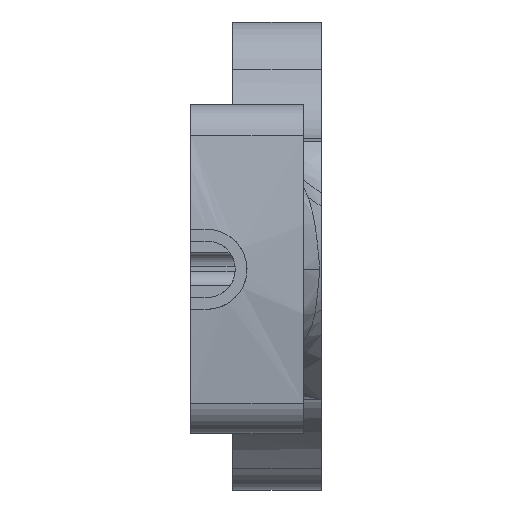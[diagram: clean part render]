
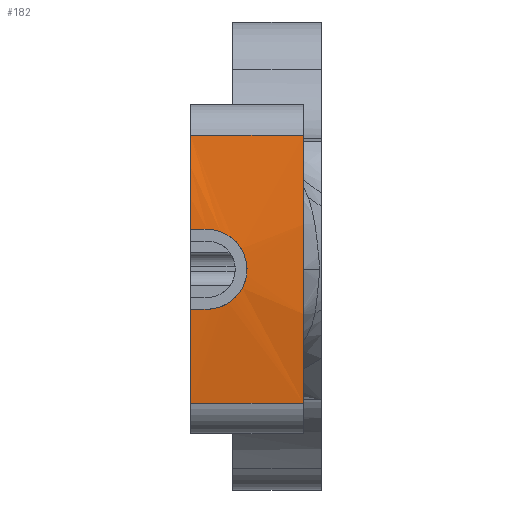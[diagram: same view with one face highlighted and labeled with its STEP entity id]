
A CAD part, left-side view. The second image highlights one B-rep face of the part: STEP entity #182.
In plain terms, the highlighted cylindrical face has radius 127 mm (diameter 254 mm), a partial arc.
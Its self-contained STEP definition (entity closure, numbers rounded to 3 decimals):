
#60 = CARTESIAN_POINT ( 'NONE',  ( -341.071, 0., 0. ) ) ;
#68 = CARTESIAN_POINT ( 'NONE',  ( -467.892, 0.139, 6.747 ) ) ;
#140 = CARTESIAN_POINT ( 'NONE',  ( -466.045, -19.05, -22.593 ) ) ;
#142 = CARTESIAN_POINT ( 'NONE',  ( -467.914, -5.167, 6.317 ) ) ;
#153 = AXIS2_PLACEMENT_3D ( 'NONE', #7304, #6516, #6394 ) ;
#182 = ADVANCED_FACE ( 'NONE', ( #11479 ), #9280, .T. ) ;
#184 = CARTESIAN_POINT ( 'NONE',  ( -468.005, -8.155, -4.111 ) ) ;
#208 = EDGE_CURVE ( 'NONE', #4611, #7680, #10900, .T. ) ;
#307 = CARTESIAN_POINT ( 'NONE',  ( -468.027, -8.634, -3.374 ) ) ;
#350 = CARTESIAN_POINT ( 'NONE',  ( -468.062, -9.361, 1.536 ) ) ;
#393 = DIRECTION ( 'NONE',  ( 0., 0., 1. ) ) ;
#652 = VECTOR ( 'NONE', #3181, 1000. ) ;
#762 = VERTEX_POINT ( 'NONE', #3931 ) ;
#1055 = DIRECTION ( 'NONE',  ( 0., 1., 0. ) ) ;
#1300 = CARTESIAN_POINT ( 'NONE',  ( -468.021, -8.519, 3.567 ) ) ;
#1556 = VECTOR ( 'NONE', #2227, 1000. ) ;
#2029 = VERTEX_POINT ( 'NONE', #5350 ) ;
#2127 = CARTESIAN_POINT ( 'NONE',  ( -467.892, 0., 6.747 ) ) ;
#2184 = CARTESIAN_POINT ( 'NONE',  ( -467.892, -25.4, -6.747 ) ) ;
#2210 = CARTESIAN_POINT ( 'NONE',  ( -468.036, -8.843, -2.983 ) ) ;
#2227 = DIRECTION ( 'NONE',  ( 0., 1., 0. ) ) ;
#2253 = CARTESIAN_POINT ( 'NONE',  ( -468.053, -9.178, 2.174 ) ) ;
#2430 = EDGE_CURVE ( 'NONE', #6231, #2671, #11024, .T. ) ;
#2500 = CARTESIAN_POINT ( 'NONE',  ( -466.045, -25.4, -22.593 ) ) ;
#2671 = VERTEX_POINT ( 'NONE', #5697 ) ;
#2974 = EDGE_CURVE ( 'NONE', #10332, #762, #3464, .T. ) ;
#3030 = CARTESIAN_POINT ( 'NONE',  ( -468.069, -9.491, -0.882 ) ) ;
#3112 = CARTESIAN_POINT ( 'NONE',  ( -468.071, -9.534, 0.445 ) ) ;
#3130 = CARTESIAN_POINT ( 'NONE',  ( -467.892, -2.788, 6.747 ) ) ;
#3159 = CARTESIAN_POINT ( 'NONE',  ( -467.922, -5.577, -6.147 ) ) ;
#3181 = DIRECTION ( 'NONE',  ( 0., 1., 0. ) ) ;
#3204 = CARTESIAN_POINT ( 'NONE',  ( -467.994, -7.876, -4.452 ) ) ;
#3464 = LINE ( 'NONE', #5162, #652 ) ;
#3604 = VERTEX_POINT ( 'NONE', #140 ) ;
#3718 = DIRECTION ( 'NONE',  ( 0., -1., 0. ) ) ;
#3777 = EDGE_CURVE ( 'NONE', #762, #4611, #4948, .T. ) ;
#3931 = CARTESIAN_POINT ( 'NONE',  ( -466.045, 0., 22.593 ) ) ;
#3943 = CARTESIAN_POINT ( 'NONE',  ( -467.91, -4.956, 6.393 ) ) ;
#4026 = CARTESIAN_POINT ( 'NONE',  ( -467.993, -7.87, 4.46 ) ) ;
#4069 = CARTESIAN_POINT ( 'NONE',  ( -468.026, -8.634, 3.375 ) ) ;
#4074 = LINE ( 'NONE', #2184, #1556 ) ;
#4113 = CARTESIAN_POINT ( 'NONE',  ( -467.91, -4.964, -6.401 ) ) ;
#4155 = CARTESIAN_POINT ( 'NONE',  ( -468.041, -8.939, -2.781 ) ) ;
#4406 = EDGE_CURVE ( 'NONE', #2029, #6231, #4074, .T. ) ;
#4611 = VERTEX_POINT ( 'NONE', #2127 ) ;
#4626 = B_SPLINE_CURVE_WITH_KNOTS ( 'NONE', 3,
 ( #11413, #4768, #5737, #5777, #8555, #3943, #142, #10510, #6571, #7897, #7808, #4026, #5096, #1300, #4069, #10589, #5818, #2253, #6854, #350, #5011, #3112, #8847, #3030, #7761, #5993, #4155, #2210, #307, #10715, #184, #3204, #11574, #5854, #8803, #9780, #11491, #3159, #4113, #8678, #4968, #10675, #7854 ),
 .UNSPECIFIED., .F., .F.,
 ( 4, 2, 2, 2, 2, 2, 2, 2, 1, 2, 2, 2, 2, 2, 2, 2, 2, 2, 2, 2, 2, 4 ),
 ( 0., 0.001, 0.002, 0.003, 0.004, 0.005, 0.007, 0.007, 0.008, 0.009, 0.009, 0.011, 0.012, 0.013, 0.014, 0.015, 0.016, 0.017, 0.018, 0.018, 0.02, 0.021 ),
 .UNSPECIFIED. ) ;
#4768 = CARTESIAN_POINT ( 'NONE',  ( -467.892, -3.233, 6.747 ) ) ;
#4948 = CIRCLE ( 'NONE', #11484, 127. ) ;
#4968 = CARTESIAN_POINT ( 'NONE',  ( -467.894, -3.68, -6.702 ) ) ;
#5011 = CARTESIAN_POINT ( 'NONE',  ( -468.069, -9.491, 0.882 ) ) ;
#5096 = CARTESIAN_POINT ( 'NONE',  ( -468.005, -8.149, 4.12 ) ) ;
#5162 = CARTESIAN_POINT ( 'NONE',  ( -466.045, -25.4, 22.593 ) ) ;
#5269 = ORIENTED_EDGE ( 'NONE', *, *, #9219, .T. ) ;
#5350 = CARTESIAN_POINT ( 'NONE',  ( -467.892, -2.788, -6.747 ) ) ;
#5697 = CARTESIAN_POINT ( 'NONE',  ( -466.045, 0., -22.593 ) ) ;
#5737 = CARTESIAN_POINT ( 'NONE',  ( -467.894, -3.672, 6.703 ) ) ;
#5777 = CARTESIAN_POINT ( 'NONE',  ( -467.901, -4.318, 6.575 ) ) ;
#5818 = CARTESIAN_POINT ( 'NONE',  ( -468.045, -9.03, 2.588 ) ) ;
#5854 = CARTESIAN_POINT ( 'NONE',  ( -467.958, -6.906, -5.362 ) ) ;
#5886 = VECTOR ( 'NONE', #11708, 1000. ) ;
#5895 = DIRECTION ( 'NONE',  ( 0., -1., 0. ) ) ;
#5993 = CARTESIAN_POINT ( 'NONE',  ( -468.053, -9.192, -2.168 ) ) ;
#6010 = ORIENTED_EDGE ( 'NONE', *, *, #208, .T. ) ;
#6231 = VERTEX_POINT ( 'NONE', #11621 ) ;
#6344 = ORIENTED_EDGE ( 'NONE', *, *, #3777, .T. ) ;
#6394 = DIRECTION ( 'NONE',  ( 0., 0., 1. ) ) ;
#6516 = DIRECTION ( 'NONE',  ( 0., 1., 0. ) ) ;
#6571 = CARTESIAN_POINT ( 'NONE',  ( -467.936, -6.167, 5.856 ) ) ;
#6753 = EDGE_CURVE ( 'NONE', #7680, #2029, #4626, .T. ) ;
#6854 = CARTESIAN_POINT ( 'NONE',  ( -468.059, -9.307, 1.752 ) ) ;
#7304 = CARTESIAN_POINT ( 'NONE',  ( -341.071, -19.05, 0. ) ) ;
#7567 = DIRECTION ( 'NONE',  ( 0., 0., 1. ) ) ;
#7620 = AXIS2_PLACEMENT_3D ( 'NONE', #10398, #1055, #7567 ) ;
#7680 = VERTEX_POINT ( 'NONE', #3130 ) ;
#7696 = ORIENTED_EDGE ( 'NONE', *, *, #6753, .T. ) ;
#7761 = CARTESIAN_POINT ( 'NONE',  ( -468.06, -9.319, -1.748 ) ) ;
#7808 = CARTESIAN_POINT ( 'NONE',  ( -467.97, -7.247, 5.082 ) ) ;
#7854 = CARTESIAN_POINT ( 'NONE',  ( -467.892, -2.788, -6.747 ) ) ;
#7897 = CARTESIAN_POINT ( 'NONE',  ( -467.958, -6.9, 5.367 ) ) ;
#8338 = CIRCLE ( 'NONE', #153, 127. ) ;
#8555 = CARTESIAN_POINT ( 'NONE',  ( -467.904, -4.532, 6.521 ) ) ;
#8584 = ORIENTED_EDGE ( 'NONE', *, *, #9852, .T. ) ;
#8591 = AXIS2_PLACEMENT_3D ( 'NONE', #60, #5895, #393 ) ;
#8678 = CARTESIAN_POINT ( 'NONE',  ( -467.903, -4.544, -6.529 ) ) ;
#8706 = EDGE_LOOP ( 'NONE', ( #6344, #6010, #7696, #9726, #12177, #5269, #8584, #10782 ) ) ;
#8803 = CARTESIAN_POINT ( 'NONE',  ( -467.942, -6.358, -5.729 ) ) ;
#8847 = CARTESIAN_POINT ( 'NONE',  ( -468.071, -9.535, -0.435 ) ) ;
#9083 = LINE ( 'NONE', #2500, #11845 ) ;
#9219 = EDGE_CURVE ( 'NONE', #2671, #3604, #9083, .T. ) ;
#9280 = CYLINDRICAL_SURFACE ( 'NONE', #7620, 127. ) ;
#9384 = DIRECTION ( 'NONE',  ( 0., 0., 1. ) ) ;
#9726 = ORIENTED_EDGE ( 'NONE', *, *, #4406, .T. ) ;
#9780 = CARTESIAN_POINT ( 'NONE',  ( -467.937, -6.17, -5.842 ) ) ;
#9852 = EDGE_CURVE ( 'NONE', #3604, #10332, #8338, .T. ) ;
#10332 = VERTEX_POINT ( 'NONE', #10781 ) ;
#10398 = CARTESIAN_POINT ( 'NONE',  ( -341.071, -25.4, 0. ) ) ;
#10498 = DIRECTION ( 'NONE',  ( 0., -1., 0. ) ) ;
#10510 = CARTESIAN_POINT ( 'NONE',  ( -467.926, -5.779, 6.063 ) ) ;
#10589 = CARTESIAN_POINT ( 'NONE',  ( -468.036, -8.842, 2.986 ) ) ;
#10675 = CARTESIAN_POINT ( 'NONE',  ( -467.892, -3.233, -6.747 ) ) ;
#10715 = CARTESIAN_POINT ( 'NONE',  ( -468.021, -8.521, -3.563 ) ) ;
#10781 = CARTESIAN_POINT ( 'NONE',  ( -466.045, -19.05, 22.593 ) ) ;
#10782 = ORIENTED_EDGE ( 'NONE', *, *, #2974, .T. ) ;
#10900 = LINE ( 'NONE', #68, #5886 ) ;
#11024 = CIRCLE ( 'NONE', #8591, 127. ) ;
#11345 = CARTESIAN_POINT ( 'NONE',  ( -341.071, 0., 0. ) ) ;
#11413 = CARTESIAN_POINT ( 'NONE',  ( -467.892, -2.788, 6.747 ) ) ;
#11479 = FACE_OUTER_BOUND ( 'NONE', #8706, .T. ) ;
#11484 = AXIS2_PLACEMENT_3D ( 'NONE', #11345, #3718, #9384 ) ;
#11491 = CARTESIAN_POINT ( 'NONE',  ( -467.927, -5.78, -6.051 ) ) ;
#11574 = CARTESIAN_POINT ( 'NONE',  ( -467.97, -7.247, -5.082 ) ) ;
#11621 = CARTESIAN_POINT ( 'NONE',  ( -467.892, 0., -6.747 ) ) ;
#11708 = DIRECTION ( 'NONE',  ( 0., -1., 0. ) ) ;
#11845 = VECTOR ( 'NONE', #10498, 1000. ) ;
#12177 = ORIENTED_EDGE ( 'NONE', *, *, #2430, .T. ) ;
